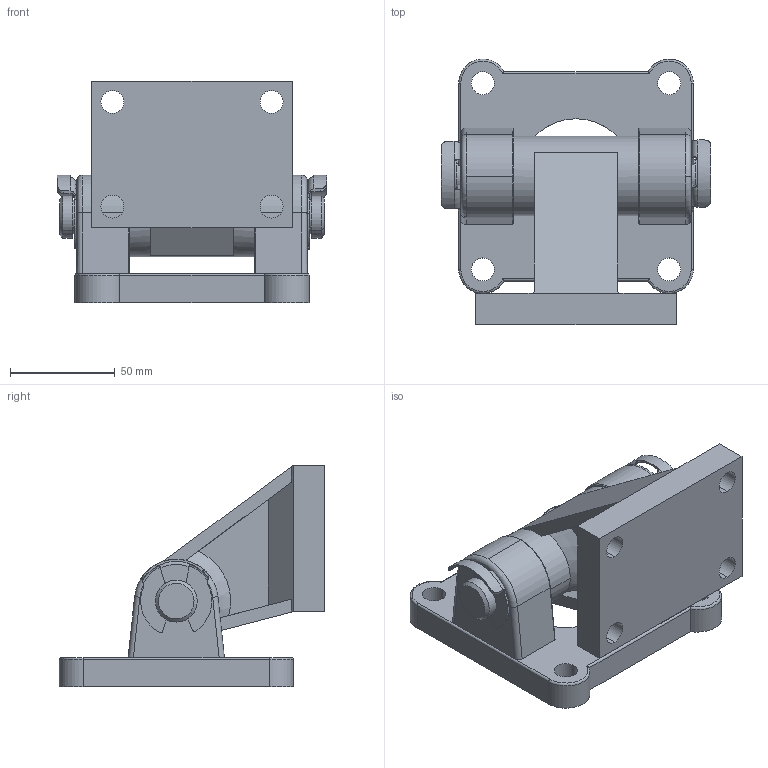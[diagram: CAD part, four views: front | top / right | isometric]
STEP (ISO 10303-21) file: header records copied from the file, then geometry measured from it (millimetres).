
FILE_DESCRIPTION (( 'STEP AP214' ), '1' );
FILE_NAME ('100 EB.STEP', '2013-12-16T07:53:18', ( '' ), ( '' ), 'SwSTEP 2.0', 'SolidWorks 2010', '' );
FILE_SCHEMA (( 'AUTOMOTIVE_DESIGN' ));
Length unit declared in the file: millimetre
Products named in the file (5): 100  SWIVEL  FLANGE; 100  EB  P軲輄Varsay齦an; 100 KLÝPS; ÇAP 100  YER BAÐ. (CFM); 100  EB
Assembly tree (5 placements, depth 2):
  100  EB
    100  EB  P軲輄Varsay齦an
    100 KLÝPS  x2
    ÇAP 100  YER BAÐ. (CFM)
    100  SWIVEL  FLANGE
Bounding box: 128.5 x 126.97 x 106 mm (x, y, z)
Volume: 453242.4 mm3; surface area: 92756.6 mm2
Topology: 5 solids, 5 shells, 189 faces, 482 edges, 307 vertices
Faces by surface type: cylinder 95, plane 67, torus 18, cone 9
Entity records: 5071 total; most frequent: CARTESIAN_POINT 1068, DIRECTION 845, ORIENTED_EDGE 772, EDGE_CURVE 386, AXIS2_PLACEMENT_3D 330, VERTEX_POINT 245, VECTOR 185, LINE 185
